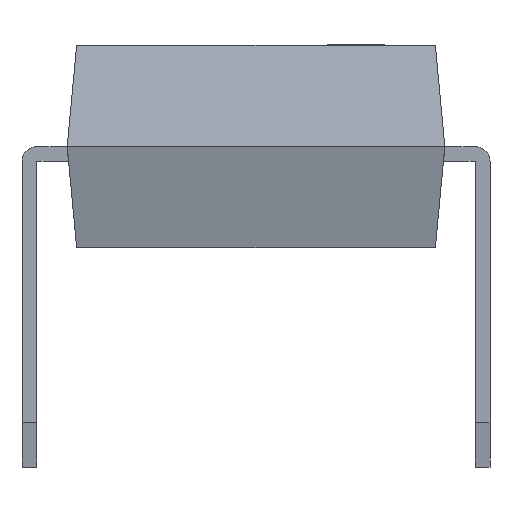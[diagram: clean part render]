
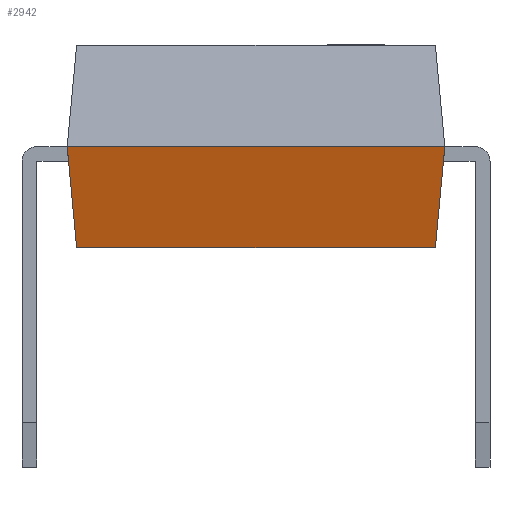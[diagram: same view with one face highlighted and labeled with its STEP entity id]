
A CAD part, front view. The second image highlights one B-rep face of the part: STEP entity #2942.
In plain terms, the highlighted free-form (B-spline) face has degree [1, 1] with [2, 2] control points.
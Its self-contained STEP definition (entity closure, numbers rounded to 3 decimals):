
#720 = VERTEX_POINT('',#721);
#721 = CARTESIAN_POINT('',(3.175,-9.653,2.21));
#742 = EDGE_CURVE('',#743,#720,#745,.T.);
#743 = VERTEX_POINT('',#744);
#744 = CARTESIAN_POINT('',(-3.175,-9.653,2.21));
#745 = LINE('',#746,#747);
#746 = CARTESIAN_POINT('',(-3.175,-9.653,2.21));
#747 = VECTOR('',#748,1.);
#748 = DIRECTION('',(1.,0.,0.));
#2518 = EDGE_CURVE('',#720,#2519,#2521,.T.);
#2519 = VERTEX_POINT('',#2520);
#2520 = CARTESIAN_POINT('',(3.016,-9.17,0.51));
#2521 = B_SPLINE_CURVE_WITH_KNOTS('',1,(#2522,#2523),.UNSPECIFIED.,.F.,
  .F.,(2,2),(0.,1.),.PIECEWISE_BEZIER_KNOTS.);
#2522 = CARTESIAN_POINT('',(3.175,-9.653,2.21));
#2523 = CARTESIAN_POINT('',(3.016,-9.17,0.51));
#2942 = ADVANCED_FACE('',(#2943),#2960,.F.);
#2943 = FACE_BOUND('',#2944,.F.);
#2944 = EDGE_LOOP('',(#2945,#2946,#2947,#2955));
#2945 = ORIENTED_EDGE('',*,*,#742,.T.);
#2946 = ORIENTED_EDGE('',*,*,#2518,.T.);
#2947 = ORIENTED_EDGE('',*,*,#2948,.F.);
#2948 = EDGE_CURVE('',#2949,#2519,#2951,.T.);
#2949 = VERTEX_POINT('',#2950);
#2950 = CARTESIAN_POINT('',(-3.016,-9.17,0.51));
#2951 = LINE('',#2952,#2953);
#2952 = CARTESIAN_POINT('',(-3.016,-9.17,0.51));
#2953 = VECTOR('',#2954,1.);
#2954 = DIRECTION('',(1.,0.,0.));
#2955 = ORIENTED_EDGE('',*,*,#2956,.F.);
#2956 = EDGE_CURVE('',#743,#2949,#2957,.T.);
#2957 = B_SPLINE_CURVE_WITH_KNOTS('',1,(#2958,#2959),.UNSPECIFIED.,.F.,
  .F.,(2,2),(0.,1.),.PIECEWISE_BEZIER_KNOTS.);
#2958 = CARTESIAN_POINT('',(-3.175,-9.653,2.21));
#2959 = CARTESIAN_POINT('',(-3.016,-9.17,0.51));
#2960 = B_SPLINE_SURFACE_WITH_KNOTS('',1,1,(
    (#2961,#2962)
    ,(#2963,#2964
    )),.UNSPECIFIED.,.F.,.F.,.F.,(2,2),(2,2),(0.,6.35),(0.,1.),
  .PIECEWISE_BEZIER_KNOTS.);
#2961 = CARTESIAN_POINT('',(-3.175,-9.653,2.21));
#2962 = CARTESIAN_POINT('',(-3.016,-9.17,0.51));
#2963 = CARTESIAN_POINT('',(3.175,-9.653,2.21));
#2964 = CARTESIAN_POINT('',(3.016,-9.17,0.51));
